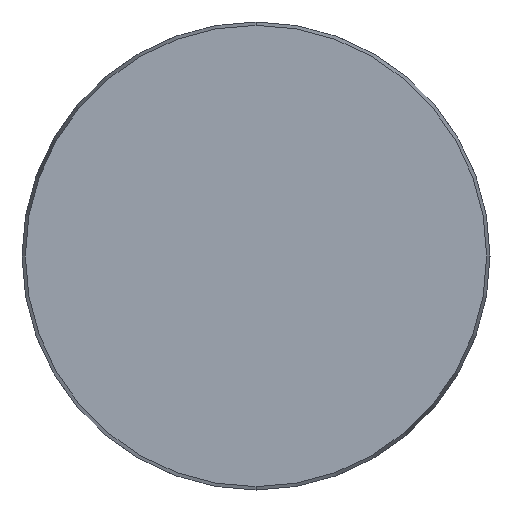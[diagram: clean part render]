
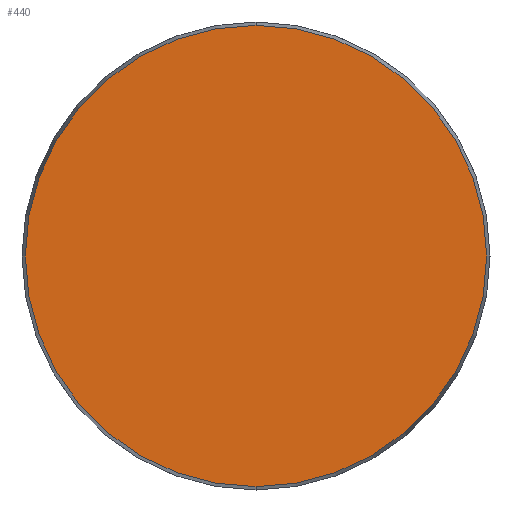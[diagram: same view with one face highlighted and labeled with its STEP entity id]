
A CAD part, front view. The second image highlights one B-rep face of the part: STEP entity #440.
In plain terms, the highlighted planar face has unit normal (0, -1, 0).
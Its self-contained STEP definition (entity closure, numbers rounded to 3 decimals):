
#7 = VERTEX_POINT ( 'NONE', #1022 ) ;
#69 = CARTESIAN_POINT ( 'NONE',  ( 0., 0., -59.143 ) ) ;
#76 = DIRECTION ( 'NONE',  ( 0., -1., 0. ) ) ;
#86 = CIRCLE ( 'NONE', #349, 59.143 ) ;
#107 = VERTEX_POINT ( 'NONE', #69 ) ;
#170 = DIRECTION ( 'NONE',  ( 0., -1., 0. ) ) ;
#275 = CARTESIAN_POINT ( 'NONE',  ( 0., 0., 0. ) ) ;
#349 = AXIS2_PLACEMENT_3D ( 'NONE', #921, #170, #540 ) ;
#355 = EDGE_LOOP ( 'NONE', ( #845, #445 ) ) ;
#381 = EDGE_CURVE ( 'NONE', #107, #7, #86, .T. ) ;
#382 = CARTESIAN_POINT ( 'NONE',  ( -59.143, 0., 0. ) ) ;
#440 = ADVANCED_FACE ( 'NONE', ( #767 ), #1109, .F. ) ;
#445 = ORIENTED_EDGE ( 'NONE', *, *, #381, .T. ) ;
#540 = DIRECTION ( 'NONE',  ( 0., 0., -1. ) ) ;
#585 = AXIS2_PLACEMENT_3D ( 'NONE', #382, #1130, #746 ) ;
#637 = DIRECTION ( 'NONE',  ( 0., 0., -1. ) ) ;
#672 = EDGE_CURVE ( 'NONE', #7, #107, #856, .T. ) ;
#746 = DIRECTION ( 'NONE',  ( 0., 0., 1. ) ) ;
#767 = FACE_OUTER_BOUND ( 'NONE', #355, .T. ) ;
#803 = AXIS2_PLACEMENT_3D ( 'NONE', #275, #76, #637 ) ;
#845 = ORIENTED_EDGE ( 'NONE', *, *, #672, .T. ) ;
#856 = CIRCLE ( 'NONE', #803, 59.143 ) ;
#921 = CARTESIAN_POINT ( 'NONE',  ( 0., 0., 0. ) ) ;
#1022 = CARTESIAN_POINT ( 'NONE',  ( 0., 0., 59.143 ) ) ;
#1109 = PLANE ( 'NONE',  #585 ) ;
#1130 = DIRECTION ( 'NONE',  ( 0., 1., 0. ) ) ;
